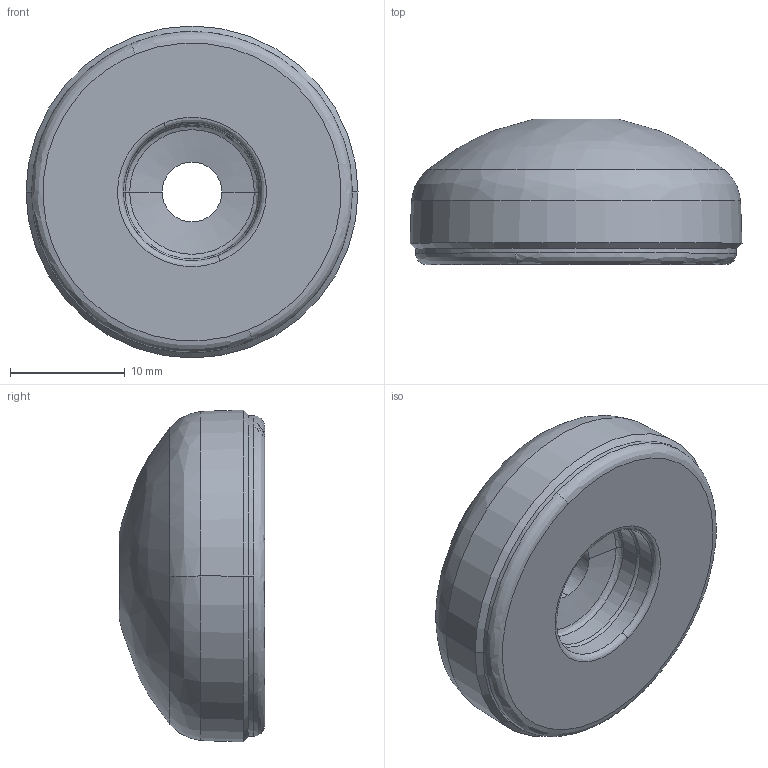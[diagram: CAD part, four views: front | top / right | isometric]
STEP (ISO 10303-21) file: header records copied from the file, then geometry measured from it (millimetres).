
FILE_DESCRIPTION (( 'STEP AP214' ), '1' );
FILE_NAME ('098e030eg.STEP', '2014-08-25T08:45:12', ( '' ), ( '' ), 'SwSTEP 2.0', 'SolidWorks 2014', '' );
FILE_SCHEMA (( 'AUTOMOTIVE_DESIGN' ));
Length unit declared in the file: millimetre
Products named in the file (1): 098e030eg
Bounding box: 28.97 x 12.69 x 28.97 mm (x, y, z)
Volume: 5716 mm3; surface area: 4670.3 mm2
Topology: 2 solids, 2 shells, 64 faces, 150 edges, 92 vertices
Faces by surface type: bspline 29, cylinder 16, cone 14, plane 5
Entity records: 2944 total; most frequent: CARTESIAN_POINT 778, DIRECTION 318, ORIENTED_EDGE 300, EDGE_CURVE 150, AXIS2_PLACEMENT_3D 144, CIRCLE 108, VERTEX_POINT 92, EDGE_LOOP 70
